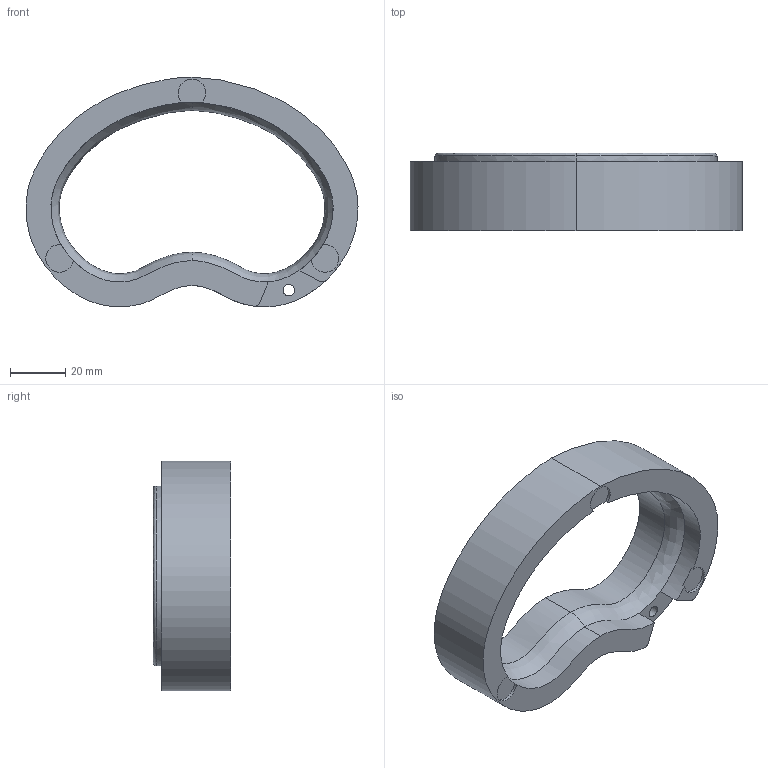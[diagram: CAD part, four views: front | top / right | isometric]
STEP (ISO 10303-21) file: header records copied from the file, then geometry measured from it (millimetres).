
FILE_DESCRIPTION(/* description */ (''),/* implementation_level */ '2;1');
FILE_NAME(/* name */ 'pads-base.step',/* time_stamp */ '2023-03-12T15:58:49-04:00',/* author */ (''),/* organization */ (''),/* preprocessor_version */ 'ST-DEVELOPER v19.2',/* originating_system */ 'Autodesk Translation Framework v11.17.0.187',/* authorisation */ '');
FILE_SCHEMA (('AUTOMOTIVE_DESIGN { 1 0 10303 214 3 1 1 }'));
Length unit declared in the file: millimetre
Products named in the file (2): pads-base; pads-base_1
Assembly tree (1 placements, depth 2):
  pads-base
    pads-base_1
Bounding box: 119.99 x 28 x 83.05 mm (x, y, z)
Volume: 80232.5 mm3; surface area: 23030.9 mm2
Topology: 1 solids, 1 shells, 36 faces, 121 edges, 88 vertices
Faces by surface type: plane 16, bspline 15, cylinder 5
Full cylindrical faces by diameter (mm): 4.2 x1
Entity records: 4419 total; most frequent: CARTESIAN_POINT 3467, ORIENTED_EDGE 242, EDGE_CURVE 121, DIRECTION 103, VERTEX_POINT 88, B_SPLINE_CURVE_WITH_KNOTS 78, EDGE_LOOP 41, FACE_OUTER_BOUND 36
